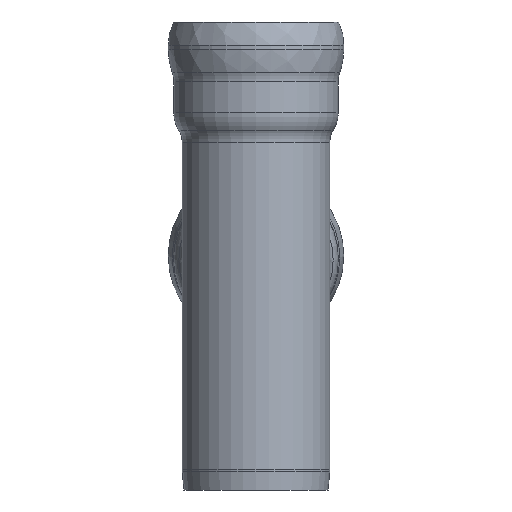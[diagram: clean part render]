
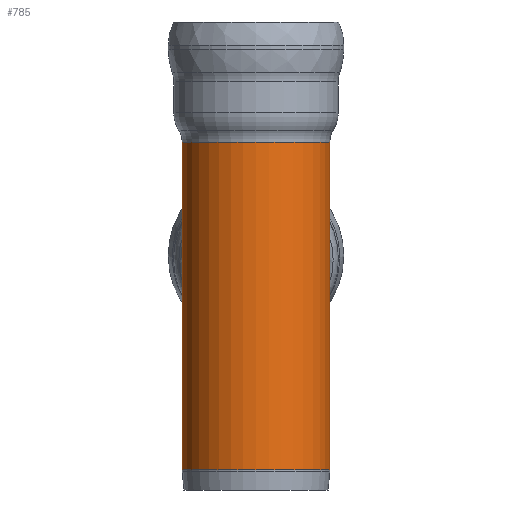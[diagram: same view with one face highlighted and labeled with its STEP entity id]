
A CAD part, left-side view. The second image highlights one B-rep face of the part: STEP entity #785.
In plain terms, the highlighted cylindrical face has radius 265 mm (diameter 530 mm), a full revolution.
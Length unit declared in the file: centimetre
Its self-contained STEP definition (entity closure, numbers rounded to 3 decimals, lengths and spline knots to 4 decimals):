
#52=CYLINDRICAL_SURFACE('',#921,26.5);
#108=CIRCLE('',#880,26.5);
#109=CIRCLE('',#881,26.5);
#138=CIRCLE('',#922,26.5);
#139=CIRCLE('',#923,26.5);
#190=FACE_OUTER_BOUND('',#233,.T.);
#233=EDGE_LOOP('',(#722,#723,#724,#725,#726,#727,#728,#729,#730,#731,#732,
#733));
#256=LINE('',#1676,#279);
#257=LINE('',#1677,#280);
#279=VECTOR('',#1218,26.5);
#280=VECTOR('',#1219,26.5);
#286=ELLIPSE('',#850,38.4976,26.5);
#287=ELLIPSE('',#851,38.4976,26.5);
#290=ELLIPSE('',#855,36.5329,26.5);
#291=ELLIPSE('',#856,36.5329,26.5);
#327=VERTEX_POINT('',#1438);
#328=VERTEX_POINT('',#1440);
#329=VERTEX_POINT('',#1442);
#332=VERTEX_POINT('',#1450);
#345=VERTEX_POINT('',#1543);
#346=VERTEX_POINT('',#1545);
#369=VERTEX_POINT('',#1672);
#370=VERTEX_POINT('',#1673);
#424=EDGE_CURVE('',#328,#327,#286,.T.);
#425=EDGE_CURVE('',#329,#328,#287,.T.);
#429=EDGE_CURVE('',#332,#329,#290,.T.);
#430=EDGE_CURVE('',#327,#332,#291,.T.);
#451=EDGE_CURVE('',#346,#345,#108,.T.);
#452=EDGE_CURVE('',#345,#346,#109,.T.);
#489=EDGE_CURVE('',#369,#370,#138,.T.);
#490=EDGE_CURVE('',#370,#369,#139,.T.);
#491=EDGE_CURVE('',#370,#332,#256,.T.);
#492=EDGE_CURVE('',#328,#346,#257,.T.);
#722=ORIENTED_EDGE('',*,*,#489,.F.);
#723=ORIENTED_EDGE('',*,*,#490,.F.);
#724=ORIENTED_EDGE('',*,*,#491,.T.);
#725=ORIENTED_EDGE('',*,*,#429,.T.);
#726=ORIENTED_EDGE('',*,*,#425,.T.);
#727=ORIENTED_EDGE('',*,*,#492,.T.);
#728=ORIENTED_EDGE('',*,*,#451,.T.);
#729=ORIENTED_EDGE('',*,*,#452,.T.);
#730=ORIENTED_EDGE('',*,*,#492,.F.);
#731=ORIENTED_EDGE('',*,*,#424,.T.);
#732=ORIENTED_EDGE('',*,*,#430,.T.);
#733=ORIENTED_EDGE('',*,*,#491,.F.);
#785=ADVANCED_FACE('',(#190),#52,.T.);
#850=AXIS2_PLACEMENT_3D('',#1441,#1059,#1060);
#851=AXIS2_PLACEMENT_3D('',#1443,#1061,#1062);
#855=AXIS2_PLACEMENT_3D('',#1451,#1070,#1071);
#856=AXIS2_PLACEMENT_3D('',#1452,#1072,#1073);
#880=AXIS2_PLACEMENT_3D('',#1546,#1122,#1123);
#881=AXIS2_PLACEMENT_3D('',#1547,#1124,#1125);
#921=AXIS2_PLACEMENT_3D('',#1671,#1212,#1213);
#922=AXIS2_PLACEMENT_3D('',#1674,#1214,#1215);
#923=AXIS2_PLACEMENT_3D('',#1675,#1216,#1217);
#1059=DIRECTION('center_axis',(-0.725,0.,0.688));
#1060=DIRECTION('ref_axis',(-0.688,0.,-0.725));
#1061=DIRECTION('center_axis',(-0.725,0.,0.688));
#1062=DIRECTION('ref_axis',(-0.688,0.,-0.725));
#1070=DIRECTION('center_axis',(-0.688,0.,
-0.725));
#1071=DIRECTION('ref_axis',(-0.725,0.,0.688));
#1072=DIRECTION('center_axis',(-0.688,0.,
-0.725));
#1073=DIRECTION('ref_axis',(-0.725,0.,0.688));
#1122=DIRECTION('center_axis',(0.,0.,
-1.));
#1123=DIRECTION('ref_axis',(1.,0.,0.));
#1124=DIRECTION('center_axis',(0.,0.,
-1.));
#1125=DIRECTION('ref_axis',(1.,0.,0.));
#1212=DIRECTION('center_axis',(0.,0.,-1.));
#1213=DIRECTION('ref_axis',(-1.,0.,0.));
#1214=DIRECTION('center_axis',(0.,0.,-1.));
#1215=DIRECTION('ref_axis',(1.,0.,0.));
#1216=DIRECTION('center_axis',(0.,0.,-1.));
#1217=DIRECTION('ref_axis',(1.,0.,0.));
#1218=DIRECTION('',(0.,0.,1.));
#1219=DIRECTION('',(0.,0.,1.));
#1438=CARTESIAN_POINT('',(109.9999,204.847,-36.3993));
#1440=CARTESIAN_POINT('',(136.4999,178.347,-8.4742));
#1441=CARTESIAN_POINT('Origin',(109.9999,178.347,-36.3993));
#1442=CARTESIAN_POINT('',(109.9999,151.847,-36.3993));
#1443=CARTESIAN_POINT('Origin',(109.9999,178.347,-36.3993));
#1450=CARTESIAN_POINT('',(136.4999,178.347,-61.5469));
#1451=CARTESIAN_POINT('Origin',(109.9999,178.347,-36.3993));
#1452=CARTESIAN_POINT('Origin',(109.9999,178.347,-36.3993));
#1543=CARTESIAN_POINT('',(109.9999,151.847,8.4733));
#1545=CARTESIAN_POINT('',(136.4999,178.347,8.4733));
#1546=CARTESIAN_POINT('Origin',(109.9999,178.347,8.4733));
#1547=CARTESIAN_POINT('Origin',(109.9999,178.347,8.4733));
#1671=CARTESIAN_POINT('Origin',(109.9999,178.347,-102.7574));
#1672=CARTESIAN_POINT('',(109.9999,151.847,-109.1155));
#1673=CARTESIAN_POINT('',(136.4999,178.347,-109.1155));
#1674=CARTESIAN_POINT('Origin',(109.9999,178.347,-109.1155));
#1675=CARTESIAN_POINT('Origin',(109.9999,178.347,-109.1155));
#1676=CARTESIAN_POINT('',(136.4999,178.347,-102.7574));
#1677=CARTESIAN_POINT('',(136.4999,178.347,-102.7574));
